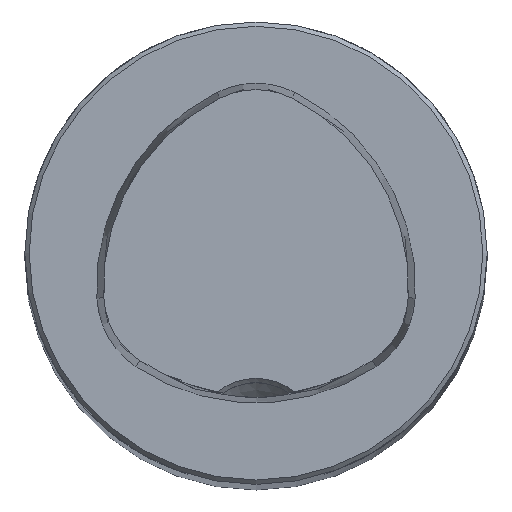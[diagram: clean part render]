
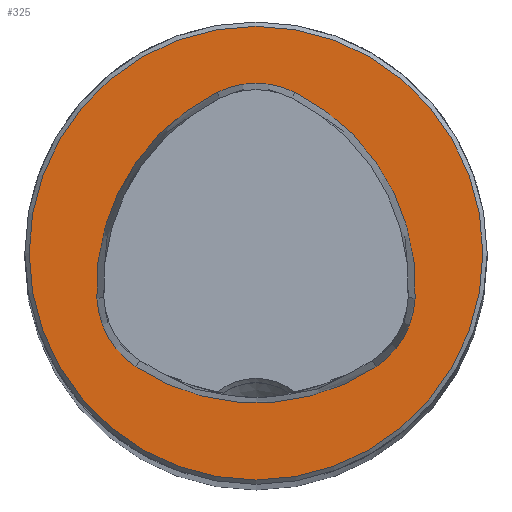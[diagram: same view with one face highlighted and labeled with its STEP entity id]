
A CAD part, top view. The second image highlights one B-rep face of the part: STEP entity #325.
In plain terms, the highlighted planar face has unit normal (0, 0, 1).
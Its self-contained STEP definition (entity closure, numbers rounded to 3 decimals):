
#80=PLANE('',#2802);
#325=ADVANCED_FACE('CU_FL_N1_SU_1',(#1029,#1030),#80,.T.);
#1029=FACE_BOUND('',#1086,.T.);
#1030=FACE_BOUND('',#1087,.T.);
#1086=EDGE_LOOP('',(#1314,#1315,#1316,#1317,#1318,#1319));
#1087=EDGE_LOOP('',(#1320));
#1314=ORIENTED_EDGE('',*,*,#2336,.F.);
#1315=ORIENTED_EDGE('',*,*,#2337,.F.);
#1316=ORIENTED_EDGE('',*,*,#2338,.F.);
#1317=ORIENTED_EDGE('',*,*,#2339,.F.);
#1318=ORIENTED_EDGE('',*,*,#2333,.F.);
#1319=ORIENTED_EDGE('',*,*,#2340,.F.);
#1320=ORIENTED_EDGE('',*,*,#2341,.T.);
#2079=VERTEX_POINT('',#4213);
#2080=VERTEX_POINT('',#4215);
#2082=VERTEX_POINT('',#4221);
#2083=VERTEX_POINT('',#4222);
#2084=VERTEX_POINT('',#4224);
#2085=VERTEX_POINT('',#4226);
#2086=VERTEX_POINT('',#4230);
#2333=EDGE_CURVE('',#2079,#2080,#2679,.T.);
#2336=EDGE_CURVE('',#2082,#2083,#2681,.T.);
#2337=EDGE_CURVE('',#2084,#2082,#2682,.T.);
#2338=EDGE_CURVE('',#2085,#2084,#2683,.T.);
#2339=EDGE_CURVE('',#2080,#2085,#2684,.T.);
#2340=EDGE_CURVE('',#2083,#2079,#2685,.T.);
#2341=EDGE_CURVE('',#2086,#2086,#2686,.T.);
#2679=CIRCLE('',#2793,15.063);
#2681=CIRCLE('',#2796,15.063);
#2682=CIRCLE('',#2797,6.063);
#2683=CIRCLE('',#2798,15.063);
#2684=CIRCLE('',#2799,6.063);
#2685=CIRCLE('',#2800,6.063);
#2686=CIRCLE('',#2801,15.7);
#2793=AXIS2_PLACEMENT_3D('',#4214,#3120,#3121);
#2796=AXIS2_PLACEMENT_3D('',#4220,#3127,#3128);
#2797=AXIS2_PLACEMENT_3D('',#4223,#3129,#3130);
#2798=AXIS2_PLACEMENT_3D('',#4225,#3131,#3132);
#2799=AXIS2_PLACEMENT_3D('',#4227,#3133,#3134);
#2800=AXIS2_PLACEMENT_3D('',#4228,#3135,#3136);
#2801=AXIS2_PLACEMENT_3D('',#4229,#3137,#3138);
#2802=AXIS2_PLACEMENT_3D('',#4231,#3139,#3140);
#3120=DIRECTION('',(0.,0.,1.));
#3121=DIRECTION('',(1.,0.,0.));
#3127=DIRECTION('',(0.,0.,1.));
#3128=DIRECTION('',(1.,0.,0.));
#3129=DIRECTION('',(0.,0.,1.));
#3130=DIRECTION('',(1.,0.,0.));
#3131=DIRECTION('',(0.,0.,1.));
#3132=DIRECTION('',(1.,0.,0.));
#3133=DIRECTION('',(0.,0.,1.));
#3134=DIRECTION('',(1.,0.,0.));
#3135=DIRECTION('',(0.,0.,1.));
#3136=DIRECTION('',(1.,0.,0.));
#3137=DIRECTION('',(0.,0.,1.));
#3138=DIRECTION('',(1.,0.,0.));
#3139=DIRECTION('',(0.,0.,1.));
#3140=DIRECTION('',(1.,0.,0.));
#4213=CARTESIAN_POINT('',(-8.299,-7.87,0.));
#4214=CARTESIAN_POINT('',(0.,4.7,0.));
#4215=CARTESIAN_POINT('',(8.299,-7.87,0.));
#4220=CARTESIAN_POINT('',(4.029,-2.348,0.));
#4221=CARTESIAN_POINT('',(-2.714,11.121,0.));
#4222=CARTESIAN_POINT('',(-11.014,-3.122,0.));
#4223=CARTESIAN_POINT('',(0.,5.7,0.));
#4224=CARTESIAN_POINT('',(2.714,11.121,0.));
#4225=CARTESIAN_POINT('',(-4.029,-2.348,0.));
#4226=CARTESIAN_POINT('',(11.014,-3.122,0.));
#4227=CARTESIAN_POINT('',(4.959,-2.811,0.));
#4228=CARTESIAN_POINT('',(-4.959,-2.811,0.));
#4229=CARTESIAN_POINT('',(0.,0.,0.));
#4230=CARTESIAN_POINT('',(15.7,0.,0.));
#4231=CARTESIAN_POINT('',(0.,0.,0.));
